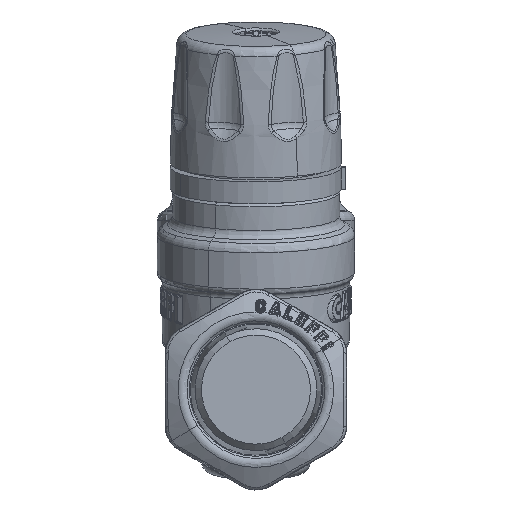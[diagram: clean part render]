
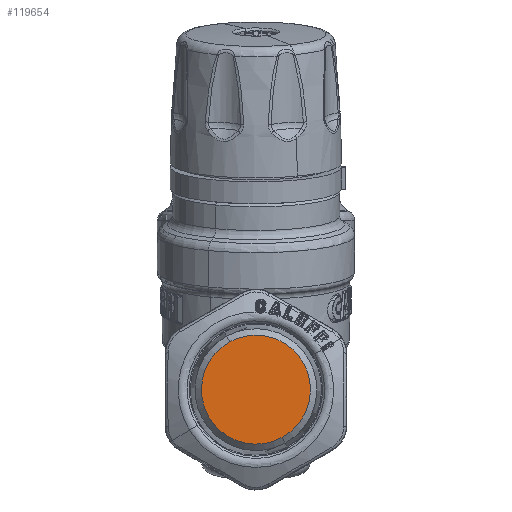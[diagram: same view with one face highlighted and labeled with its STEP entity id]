
A CAD part, front view. The second image highlights one B-rep face of the part: STEP entity #119654.
In plain terms, the highlighted planar face has unit normal (0, -1, 0).
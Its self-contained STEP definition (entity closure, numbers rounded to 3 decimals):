
#119631=CARTESIAN_POINT('Axis2P3D Location',(0.017,-113.111,13.845)) ;
#119636=CARTESIAN_POINT('Axis2P3D Location',(0.017,-113.111,24.887)) ;
#119640=CARTESIAN_POINT('Vertex',(-5.277,-113.111,34.578)) ;
#119642=CARTESIAN_POINT('Vertex',(5.311,-113.111,15.196)) ;
#119645=CARTESIAN_POINT('Axis2P3D Location',(0.017,-113.111,24.887)) ;
#119632=DIRECTION('Axis2P3D Direction',(0.,-1.,0.)) ;
#119633=DIRECTION('Axis2P3D XDirection',(1.,0.,0.)) ;
#119637=DIRECTION('Axis2P3D Direction',(0.,-1.,0.)) ;
#119646=DIRECTION('Axis2P3D Direction',(0.,-1.,0.)) ;
#119634=AXIS2_PLACEMENT_3D('Plane Axis2P3D',#119631,#119632,#119633) ;
#119638=AXIS2_PLACEMENT_3D('Circle Axis2P3D',#119636,#119637,$) ;
#119647=AXIS2_PLACEMENT_3D('Circle Axis2P3D',#119645,#119646,$) ;
#119639=CIRCLE('generated circle',#119638,11.043) ;
#119648=CIRCLE('generated circle',#119647,11.043) ;
#119635=PLANE('',#119634) ;
#119644=EDGE_CURVE('',#119641,#119643,#119639,.T.) ;
#119649=EDGE_CURVE('',#119643,#119641,#119648,.T.) ;
#119651=ORIENTED_EDGE('',*,*,#119644,.T.) ;
#119652=ORIENTED_EDGE('',*,*,#119649,.T.) ;
#119650=EDGE_LOOP('',(#119651,#119652)) ;
#119641=VERTEX_POINT('',#119640) ;
#119643=VERTEX_POINT('',#119642) ;
#119654=ADVANCED_FACE('PartBody',(#119653),#119635,.T.) ;
#119653=FACE_OUTER_BOUND('',#119650,.T.) ;
